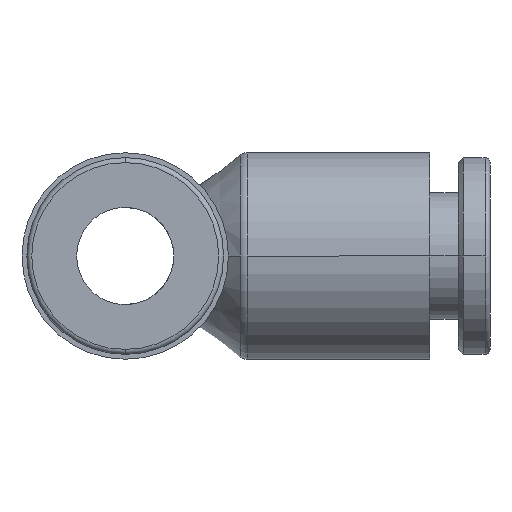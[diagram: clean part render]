
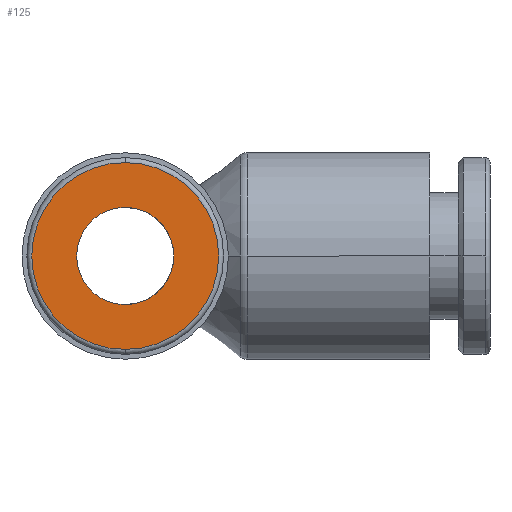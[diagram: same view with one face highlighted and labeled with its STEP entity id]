
A CAD part, left-side view. The second image highlights one B-rep face of the part: STEP entity #125.
In plain terms, the highlighted planar face has unit normal (-1, 0, 0).
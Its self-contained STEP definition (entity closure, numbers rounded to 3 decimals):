
#125=ADVANCED_FACE('',(#304,#305),#306,.T.);
#304=FACE_BOUND('',#498,.T.);
#305=FACE_OUTER_BOUND('',#499,.T.);
#306=PLANE('',#500);
#498=EDGE_LOOP('',(#1179,#1180));
#499=EDGE_LOOP('',(#1181,#1182,#1183));
#500=AXIS2_PLACEMENT_3D('',#1184,#1185,#1186);
#1179=ORIENTED_EDGE('',*,*,#1476,.T.);
#1180=ORIENTED_EDGE('',*,*,#1394,.T.);
#1181=ORIENTED_EDGE('',*,*,#1500,.T.);
#1182=ORIENTED_EDGE('',*,*,#1315,.T.);
#1183=ORIENTED_EDGE('',*,*,#1501,.T.);
#1184=CARTESIAN_POINT('',(-15.02,1.924,0.));
#1185=DIRECTION('',(-1.0,0.,0.));
#1186=DIRECTION('',(0.,1.0,0.));
#1315=EDGE_CURVE('',#1581,#1587,#1589,.T.);
#1394=EDGE_CURVE('',#1728,#1733,#1735,.T.);
#1476=EDGE_CURVE('',#1733,#1728,#1868,.T.);
#1500=EDGE_CURVE('',#1893,#1581,#1894,.T.);
#1501=EDGE_CURVE('',#1587,#1893,#1895,.T.);
#1581=VERTEX_POINT('',#1986);
#1587=VERTEX_POINT('',#1992);
#1589=CIRCLE('',#1994,3.848);
#1728=VERTEX_POINT('',#2185);
#1733=VERTEX_POINT('',#2191);
#1735=CIRCLE('',#2194,2.0);
#1868=CIRCLE('',#2582,2.0);
#1893=VERTEX_POINT('',#2607);
#1894=CIRCLE('',#2608,3.848);
#1895=CIRCLE('',#2609,3.848);
#1986=CARTESIAN_POINT('',(-15.02,0.,-3.848));
#1992=CARTESIAN_POINT('',(-15.02,0.,3.848));
#1994=AXIS2_PLACEMENT_3D('',#2722,#2723,#2724);
#2185=CARTESIAN_POINT('',(-15.02,0.,2.0));
#2191=CARTESIAN_POINT('',(-15.02,0.0,-2.0));
#2194=AXIS2_PLACEMENT_3D('',#2905,#2906,#2907);
#2582=AXIS2_PLACEMENT_3D('',#3020,#3021,#3022);
#2607=CARTESIAN_POINT('',(-15.02,3.848,0.));
#2608=AXIS2_PLACEMENT_3D('',#3092,#3093,#3094);
#2609=AXIS2_PLACEMENT_3D('',#3095,#3096,#3097);
#2722=CARTESIAN_POINT('',(-15.02,0.,0.));
#2723=DIRECTION('',(-1.0,0.,0.));
#2724=DIRECTION('',(0.,1.0,0.));
#2905=CARTESIAN_POINT('',(-15.02,0.0,0.0));
#2906=DIRECTION('',(1.0,0.,0.));
#2907=DIRECTION('',(0.0,0.,1.0));
#3020=CARTESIAN_POINT('',(-15.02,0.0,0.0));
#3021=DIRECTION('',(1.0,0.,0.));
#3022=DIRECTION('',(0.0,0.,1.0));
#3092=CARTESIAN_POINT('',(-15.02,0.,0.));
#3093=DIRECTION('',(-1.0,0.,0.));
#3094=DIRECTION('',(0.,1.0,0.));
#3095=CARTESIAN_POINT('',(-15.02,0.,0.));
#3096=DIRECTION('',(-1.0,0.,0.));
#3097=DIRECTION('',(0.,1.0,0.));
